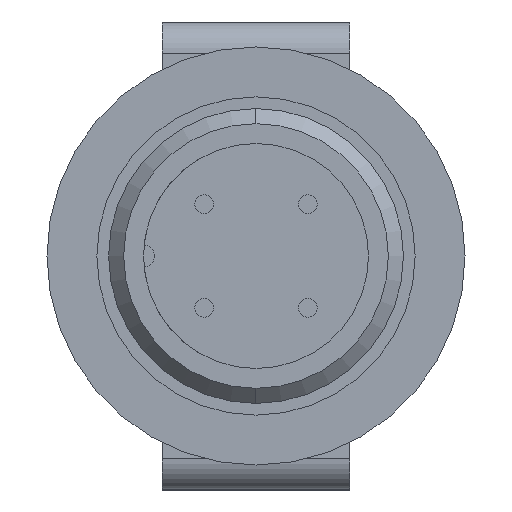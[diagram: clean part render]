
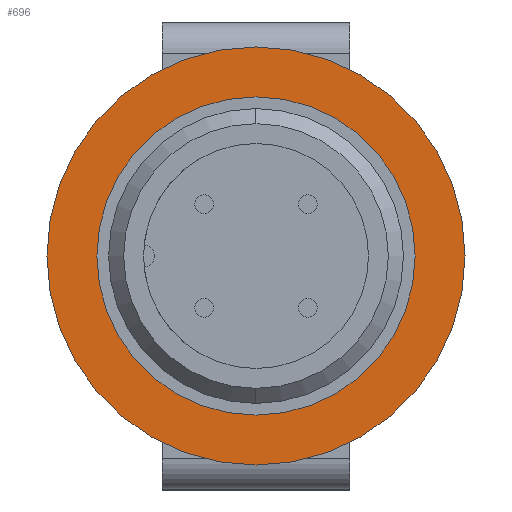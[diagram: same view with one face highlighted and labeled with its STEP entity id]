
A CAD part, left-side view. The second image highlights one B-rep face of the part: STEP entity #696.
In plain terms, the highlighted planar face has unit normal (-1, 0, 0).
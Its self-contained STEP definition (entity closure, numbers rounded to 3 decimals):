
#632=CARTESIAN_POINT('POINT39',(-41.402,0.,
   6.477));
#633=VERTEX_POINT('VERTEX39',#632);
#640=CARTESIAN_POINT('POINT40',(-41.402,0.,
   -6.477));
#641=VERTEX_POINT('VERTEX40',#640);
#642=CARTESIAN_POINT('POS62',(-41.402,0.,
   0.));
#643=DIRECTION('DIR100',(1.,0.,
   0.));
#644=DIRECTION('DIR101',(0.,0.,
   1.));
#645=AXIS2_PLACEMENT_3D('AXIS39',#642,#643,#644);
#646=CIRCLE('ELLIPSE21',#645,6.477);
#647=EDGE_CURVE('EDGE62',#641,#633,#646,.T.);
#667=EDGE_CURVE('EDGE64',#633,#641,#646,.T.);
#672=ORIENTED_EDGE('COEDGE127',*,*,#667,.T.);
#673=ORIENTED_EDGE('COEDGE128',*,*,#647,.T.);
#674=EDGE_LOOP('NONE',(#672,#673));
#675=FACE_BOUND('LOOP1',#674,.T.);
#676=CARTESIAN_POINT('POINT41',(-41.402,0.,
   -8.509));
#677=VERTEX_POINT('VERTEX41',#676);
#678=CARTESIAN_POINT('POINT42',(-41.402,0.,
   8.509));
#679=VERTEX_POINT('VERTEX42',#678);
#680=CARTESIAN_POINT('POS65',(-41.402,0.,
   0.));
#681=DIRECTION('DIR105',(1.,0.,0.));
#682=DIRECTION('DIR106',(0.,0.,-1.));
#683=AXIS2_PLACEMENT_3D('AXIS41',#680,#681,#682);
#684=CIRCLE('ELLIPSE22',#683,8.509);
#685=EDGE_CURVE('EDGE65',#677,#679,#684,.T.);
#686=ORIENTED_EDGE('COEDGE129',*,*,#685,.F.);
#687=EDGE_CURVE('EDGE66',#679,#677,#684,.T.);
#688=ORIENTED_EDGE('COEDGE130',*,*,#687,.F.);
#689=EDGE_LOOP('NONE',(#686,#688));
#690=FACE_BOUND('LOOP1',#689,.T.);
#691=CARTESIAN_POINT('POS66',(-41.402,0.,
   -4.255));
#692=DIRECTION('DIR107',(-1.,0.,0.));
#693=DIRECTION('DIR108',(0.,1.,0.));
#694=AXIS2_PLACEMENT_3D('AXIS42',#691,#692,#693);
#695=PLANE('PLANE9',#694);
#696=ADVANCED_FACE('FACE32',(#675,#690),#695,.T.);
